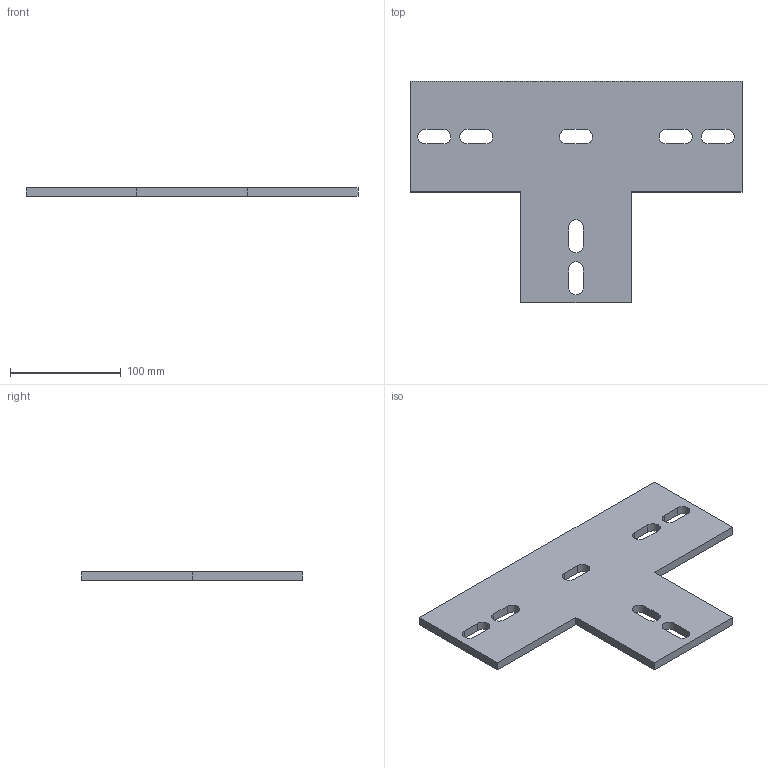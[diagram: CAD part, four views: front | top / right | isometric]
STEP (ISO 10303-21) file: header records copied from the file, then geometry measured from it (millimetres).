
FILE_DESCRIPTION(/* description */ ('MPT-T-Platte, feuerverzinkt'),/* implementation_level */ '2;1');
FILE_NAME(/* name */ '151340.stp',/* time_stamp */ '2016-01-28T08:39:15+01:00',/* author */ ('DMK009'),/* organization */ (''),/* preprocessor_version */ 'ST-DEVELOPER v16.1',/* originating_system */ 'Autodesk Inventor 2016',/* authorisation */ '');
FILE_SCHEMA (('AUTOMOTIVE_DESIGN { 1 0 10303 214 3 1 1 }'));
Length unit declared in the file: millimetre
Products named in the file (1): T-Platte MPT fvz-+-151340
Bounding box: 300 x 200 x 8 mm (x, y, z)
Volume: 300191 mm3; surface area: 87238.8 mm2
Topology: 1 solids, 1 shells, 38 faces, 108 edges, 72 vertices
Faces by surface type: plane 24, cylinder 14
Entity records: 1292 total; most frequent: CARTESIAN_POINT 219, ORIENTED_EDGE 216, DIRECTION 214, EDGE_CURVE 108, LINE 80, VECTOR 80, VERTEX_POINT 72, AXIS2_PLACEMENT_3D 67
